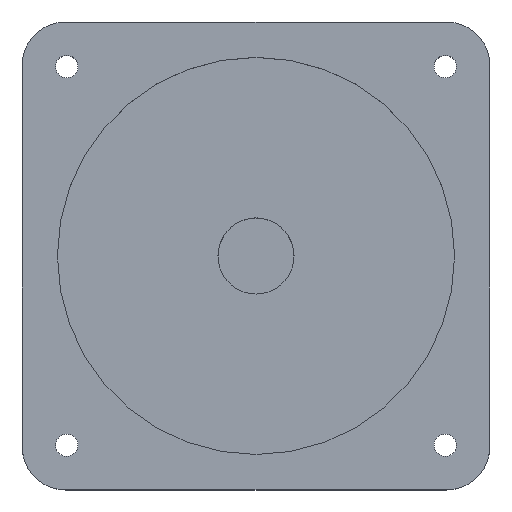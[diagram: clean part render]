
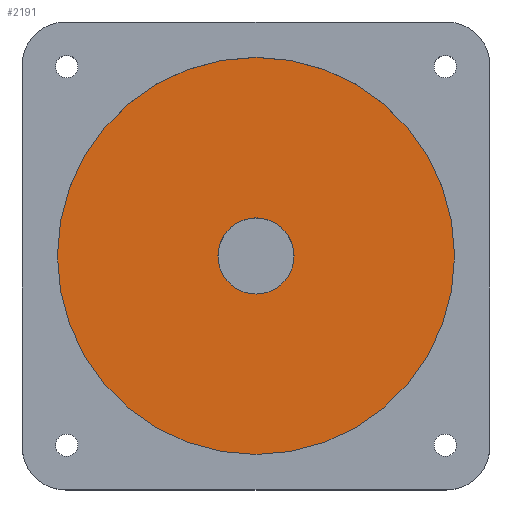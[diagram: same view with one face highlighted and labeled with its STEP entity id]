
A CAD part, top view. The second image highlights one B-rep face of the part: STEP entity #2191.
In plain terms, the highlighted planar face has unit normal (0, 0, 1).
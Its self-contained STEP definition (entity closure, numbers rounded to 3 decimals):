
#63=FACE_BOUND('',#439,.T.);
#173=PLANE('',#2393);
#292=FACE_OUTER_BOUND('',#438,.T.);
#438=EDGE_LOOP('',(#1773));
#439=EDGE_LOOP('',(#1774));
#836=CIRCLE('',#2274,7.);
#900=CIRCLE('',#2392,36.5);
#918=VERTEX_POINT('',#3100);
#1044=VERTEX_POINT('',#7065);
#1133=EDGE_CURVE('',#918,#918,#836,.T.);
#1312=EDGE_CURVE('',#1044,#1044,#900,.T.);
#1773=ORIENTED_EDGE('',*,*,#1312,.T.);
#1774=ORIENTED_EDGE('',*,*,#1133,.T.);
#2191=ADVANCED_FACE('',(#292,#63),#173,.T.);
#2274=AXIS2_PLACEMENT_3D('',#3101,#2496,#2497);
#2392=AXIS2_PLACEMENT_3D('',#7067,#2794,#2795);
#2393=AXIS2_PLACEMENT_3D('',#7068,#2796,#2797);
#2496=DIRECTION('center_axis',(0.,0.,
-1.));
#2497=DIRECTION('ref_axis',(1.,0.,0.));
#2794=DIRECTION('center_axis',(0.,0.,
1.));
#2795=DIRECTION('ref_axis',(0.,-1.,0.));
#2796=DIRECTION('center_axis',(0.,0.,
1.));
#2797=DIRECTION('ref_axis',(0.,-1.,0.));
#3100=CARTESIAN_POINT('',(-7.,0.,79.));
#3101=CARTESIAN_POINT('Origin',(0.,0.,
79.));
#7065=CARTESIAN_POINT('',(0.,36.5,79.));
#7067=CARTESIAN_POINT('Origin',(0.,0.,
79.));
#7068=CARTESIAN_POINT('Origin',(0.,-20.25,79.));
